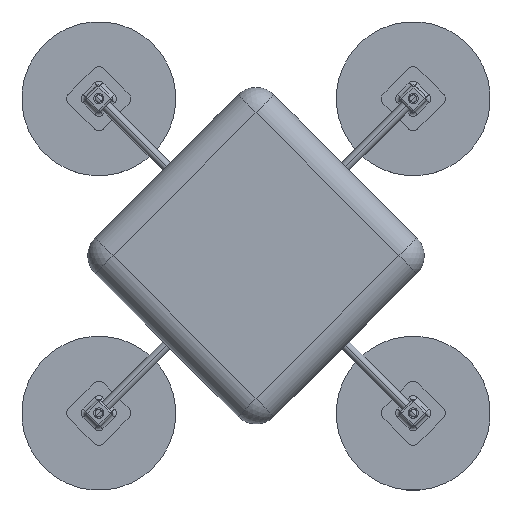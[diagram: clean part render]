
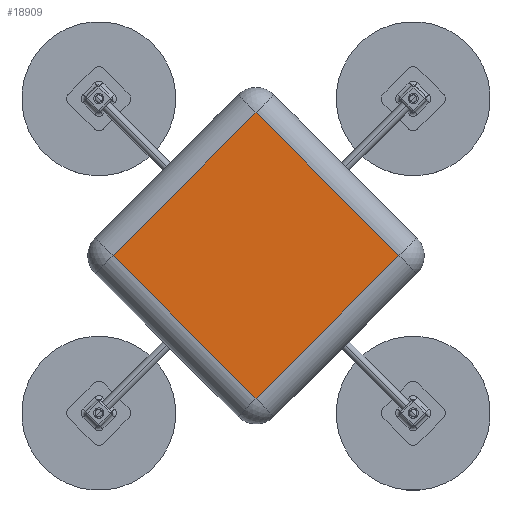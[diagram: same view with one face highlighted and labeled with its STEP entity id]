
A CAD part, top view. The second image highlights one B-rep face of the part: STEP entity #18909.
In plain terms, the highlighted face is planar.
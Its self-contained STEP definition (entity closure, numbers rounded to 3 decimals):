
#18494=DIRECTION('',(1.,0.,0.));
#18495=VECTOR('',#18494,200.);
#18496=CARTESIAN_POINT('',(-100.,100.,0.));
#18497=LINE('',#18496,#18495);
#18498=DIRECTION('',(0.,1.,0.));
#18499=VECTOR('',#18498,200.);
#18500=CARTESIAN_POINT('',(-100.,-100.,0.));
#18501=LINE('',#18500,#18499);
#18502=DIRECTION('',(-1.,0.,0.));
#18503=VECTOR('',#18502,200.);
#18504=CARTESIAN_POINT('',(100.,-100.,0.));
#18505=LINE('',#18504,#18503);
#18506=DIRECTION('',(0.,-1.,0.));
#18507=VECTOR('',#18506,200.);
#18508=CARTESIAN_POINT('',(100.,100.,0.));
#18509=LINE('',#18508,#18507);
#18759=CARTESIAN_POINT('',(-100.,100.,0.));
#18760=CARTESIAN_POINT('',(100.,100.,0.));
#18761=VERTEX_POINT('',#18759);
#18762=VERTEX_POINT('',#18760);
#18763=CARTESIAN_POINT('',(100.,-100.,0.));
#18764=VERTEX_POINT('',#18763);
#18791=CARTESIAN_POINT('',(-100.,-100.,0.));
#18792=VERTEX_POINT('',#18791);
#18896=CARTESIAN_POINT('',(0.,0.,0.));
#18897=DIRECTION('',(0.,0.,1.));
#18898=DIRECTION('',(0.,-1.,0.));
#18899=AXIS2_PLACEMENT_3D('',#18896,#18897,#18898);
#18900=PLANE('',#18899);
#18901=ORIENTED_EDGE('',*,*,#18832,.F.);
#18903=ORIENTED_EDGE('',*,*,#18902,.F.);
#18905=ORIENTED_EDGE('',*,*,#18904,.F.);
#18906=ORIENTED_EDGE('',*,*,#18886,.F.);
#18907=EDGE_LOOP('',(#18901,#18903,#18905,#18906));
#18908=FACE_OUTER_BOUND('',#18907,.F.);
#18909=ADVANCED_FACE('',(#18908),#18900,.F.);
#18832=EDGE_CURVE('',#18761,#18762,#18497,.T.);
#18886=EDGE_CURVE('',#18762,#18764,#18509,.T.);
#18902=EDGE_CURVE('',#18792,#18761,#18501,.T.);
#18904=EDGE_CURVE('',#18764,#18792,#18505,.T.);
